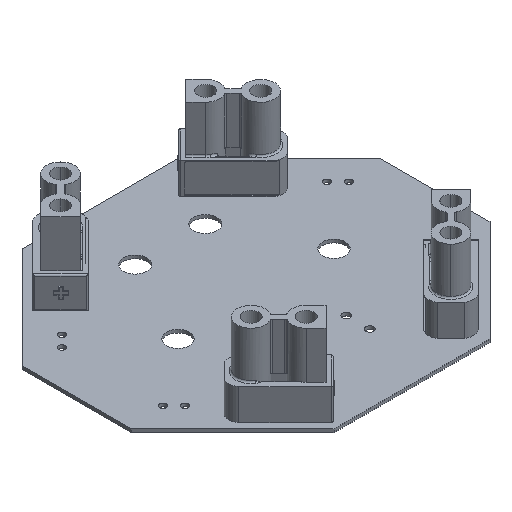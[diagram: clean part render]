
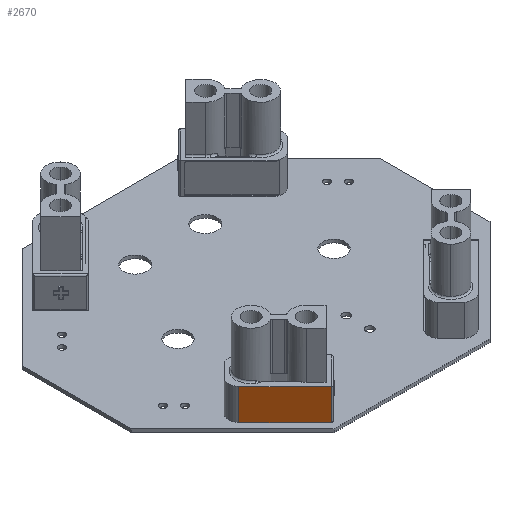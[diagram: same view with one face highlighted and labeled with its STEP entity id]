
A CAD part, isometric view. The second image highlights one B-rep face of the part: STEP entity #2670.
In plain terms, the highlighted face is planar.
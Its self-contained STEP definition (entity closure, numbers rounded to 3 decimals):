
#2229 = EDGE_CURVE('',#2230,#2232,#2234,.T.);
#2230 = VERTEX_POINT('',#2231);
#2231 = CARTESIAN_POINT('',(3.618,0.,4.));
#2232 = VERTEX_POINT('',#2233);
#2233 = CARTESIAN_POINT('',(-4.8,0.,4.));
#2234 = LINE('',#2235,#2236);
#2235 = CARTESIAN_POINT('',(-4.95,0.,4.));
#2236 = VECTOR('',#2237,1.);
#2237 = DIRECTION('',(-1.,0.,0.));
#2650 = VERTEX_POINT('',#2651);
#2651 = CARTESIAN_POINT('',(3.618,0.,0.));
#2658 = EDGE_CURVE('',#2230,#2650,#2659,.T.);
#2659 = LINE('',#2660,#2661);
#2660 = CARTESIAN_POINT('',(3.618,0.,4.));
#2661 = VECTOR('',#2662,1.);
#2662 = DIRECTION('',(0.,0.,-1.));
#2670 = ADVANCED_FACE('',(#2671),#2689,.F.);
#2671 = FACE_BOUND('',#2672,.T.);
#2672 = EDGE_LOOP('',(#2673,#2681,#2687,#2688));
#2673 = ORIENTED_EDGE('',*,*,#2674,.T.);
#2674 = EDGE_CURVE('',#2650,#2675,#2677,.T.);
#2675 = VERTEX_POINT('',#2676);
#2676 = CARTESIAN_POINT('',(-4.8,0.,0.));
#2677 = LINE('',#2678,#2679);
#2678 = CARTESIAN_POINT('',(-4.95,0.,0.));
#2679 = VECTOR('',#2680,1.);
#2680 = DIRECTION('',(-1.,0.,0.));
#2681 = ORIENTED_EDGE('',*,*,#2682,.T.);
#2682 = EDGE_CURVE('',#2675,#2232,#2683,.T.);
#2683 = LINE('',#2684,#2685);
#2684 = CARTESIAN_POINT('',(-4.8,0.,4.));
#2685 = VECTOR('',#2686,1.);
#2686 = DIRECTION('',(0.,0.,1.));
#2687 = ORIENTED_EDGE('',*,*,#2229,.F.);
#2688 = ORIENTED_EDGE('',*,*,#2658,.T.);
#2689 = PLANE('',#2690);
#2690 = AXIS2_PLACEMENT_3D('',#2691,#2692,#2693);
#2691 = CARTESIAN_POINT('',(-4.95,0.,4.));
#2692 = DIRECTION('',(0.,-1.,0.));
#2693 = DIRECTION('',(1.,0.,0.));
